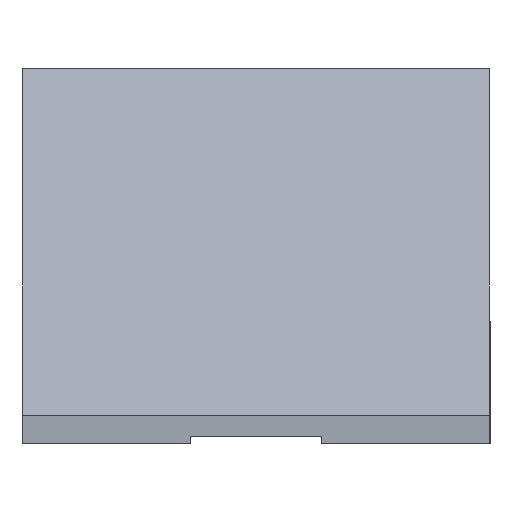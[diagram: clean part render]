
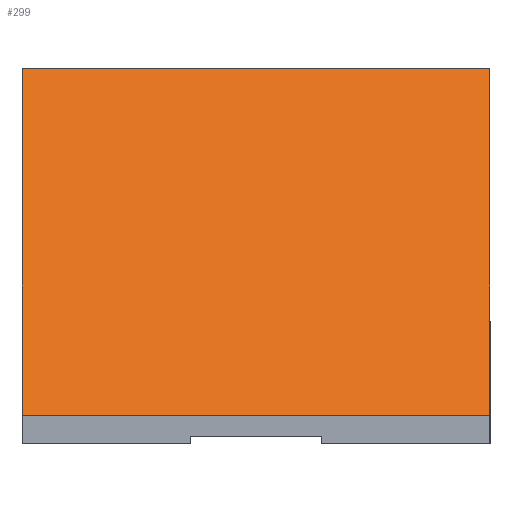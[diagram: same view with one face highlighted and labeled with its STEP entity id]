
A CAD part, left-side view. The second image highlights one B-rep face of the part: STEP entity #299.
In plain terms, the highlighted planar face has unit normal (-0.875, 0, 0.485).
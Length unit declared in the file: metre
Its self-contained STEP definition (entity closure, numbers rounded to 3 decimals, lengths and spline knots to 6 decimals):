
#16=ORIENTED_EDGE('',*,*,#100,.F.);
#17=ORIENTED_EDGE('',*,*,#101,.F.);
#18=ORIENTED_EDGE('',*,*,#102,.T.);
#19=ORIENTED_EDGE('',*,*,#103,.T.);
#100=EDGE_CURVE('',#142,#143,#170,.T.);
#101=EDGE_CURVE('',#144,#142,#171,.T.);
#102=EDGE_CURVE('',#144,#145,#172,.T.);
#103=EDGE_CURVE('',#145,#143,#173,.T.);
#142=VERTEX_POINT('',#431);
#143=VERTEX_POINT('',#432);
#144=VERTEX_POINT('',#434);
#145=VERTEX_POINT('',#436);
#170=LINE('',#430,#212);
#171=LINE('',#433,#213);
#172=LINE('',#435,#214);
#173=LINE('',#437,#215);
#212=VECTOR('',#353,1.);
#213=VECTOR('',#354,1.);
#214=VECTOR('',#355,1.);
#215=VECTOR('',#356,1.);
#251=EDGE_LOOP('',(#16,#17,#18,#19));
#267=FACE_BOUND('',#251,.T.);
#283=PLANE('',#328);
#299=ADVANCED_FACE('',(#267),#283,.T.);
#328=AXIS2_PLACEMENT_3D('',#429,#351,#352);
#351=DIRECTION('',(-0.875,0.,0.485));
#352=DIRECTION('',(0.485,0.,0.875));
#353=DIRECTION('',(0.485,0.,0.875));
#354=DIRECTION('',(0.,1.,0.));
#355=DIRECTION('',(0.485,0.,0.875));
#356=DIRECTION('',(0.,1.,0.));
#429=CARTESIAN_POINT('',(-0.059044,-0.05,-0.00599));
#430=CARTESIAN_POINT('',(-0.059044,0.,-0.00599));
#431=CARTESIAN_POINT('',(-0.069294,0.,-0.02449));
#432=CARTESIAN_POINT('',(-0.048794,0.,0.01251));
#433=CARTESIAN_POINT('',(-0.069294,-0.05,-0.02449));
#434=CARTESIAN_POINT('',(-0.069294,-0.05,-0.02449));
#435=CARTESIAN_POINT('',(-0.059044,-0.05,-0.00599));
#436=CARTESIAN_POINT('',(-0.048794,-0.05,0.01251));
#437=CARTESIAN_POINT('',(-0.048794,-0.05,0.01251));
